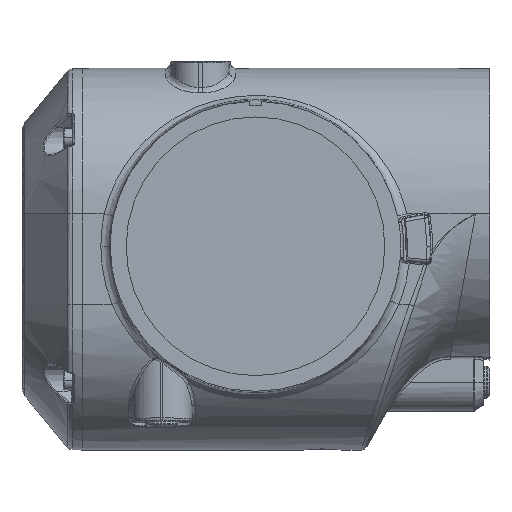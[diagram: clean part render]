
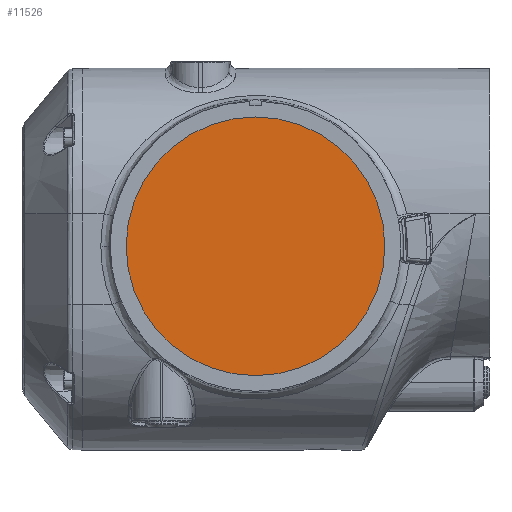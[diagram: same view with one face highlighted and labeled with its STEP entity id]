
A CAD part, front view. The second image highlights one B-rep face of the part: STEP entity #11526.
In plain terms, the highlighted planar face has unit normal (0, -1, 0).
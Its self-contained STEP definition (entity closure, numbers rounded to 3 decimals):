
#73 = CARTESIAN_POINT ( 'NONE',  ( 0., -63., 607. ) ) ;
#1547 = DIRECTION ( 'NONE',  ( 0., 0., -1. ) ) ;
#1804 = EDGE_CURVE ( 'NONE', #2810, #9179, #2728, .T. ) ;
#2003 = ORIENTED_EDGE ( 'NONE', *, *, #23640, .T. ) ;
#2728 = CIRCLE ( 'NONE', #21009, 40. ) ;
#2810 = VERTEX_POINT ( 'NONE', #24909 ) ;
#9179 = VERTEX_POINT ( 'NONE', #14085 ) ;
#10789 = DIRECTION ( 'NONE',  ( 0., 0., -1. ) ) ;
#11526 = ADVANCED_FACE ( 'NONE', ( #24616 ), #23897, .T. ) ;
#11739 = ORIENTED_EDGE ( 'NONE', *, *, #1804, .T. ) ;
#11786 = CARTESIAN_POINT ( 'NONE',  ( 0., -63., 607. ) ) ;
#11941 = AXIS2_PLACEMENT_3D ( 'NONE', #73, #23985, #10789 ) ;
#12274 = DIRECTION ( 'NONE',  ( 0., -1., 0. ) ) ;
#14085 = CARTESIAN_POINT ( 'NONE',  ( 0., -63., 647. ) ) ;
#17973 = CIRCLE ( 'NONE', #22857, 40. ) ;
#18469 = DIRECTION ( 'NONE',  ( 0., -1., 0. ) ) ;
#21009 = AXIS2_PLACEMENT_3D ( 'NONE', #11786, #18469, #25931 ) ;
#22857 = AXIS2_PLACEMENT_3D ( 'NONE', #25298, #12274, #1547 ) ;
#23508 = EDGE_LOOP ( 'NONE', ( #2003, #11739 ) ) ;
#23640 = EDGE_CURVE ( 'NONE', #9179, #2810, #17973, .T. ) ;
#23897 = PLANE ( 'NONE',  #11941 ) ;
#23985 = DIRECTION ( 'NONE',  ( 0., -1., 0. ) ) ;
#24616 = FACE_OUTER_BOUND ( 'NONE', #23508, .T. ) ;
#24909 = CARTESIAN_POINT ( 'NONE',  ( 0., -63., 567. ) ) ;
#25298 = CARTESIAN_POINT ( 'NONE',  ( 0., -63., 607. ) ) ;
#25931 = DIRECTION ( 'NONE',  ( 0., 0., -1. ) ) ;
